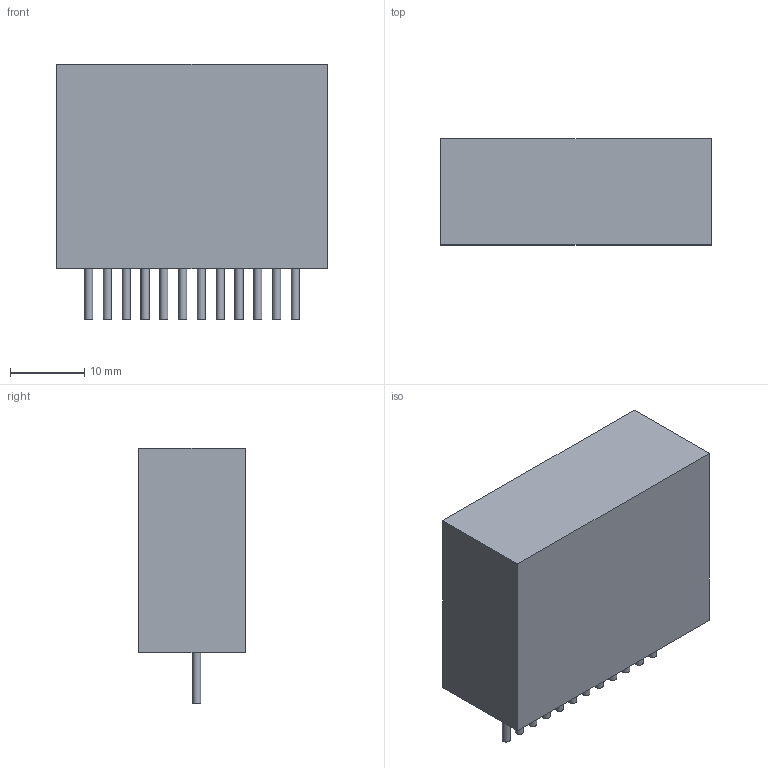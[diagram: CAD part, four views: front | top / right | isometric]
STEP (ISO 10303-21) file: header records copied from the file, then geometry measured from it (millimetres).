
FILE_DESCRIPTION(('STEP AP214'),'1');
FILE_NAME('LA 55-P_LEM','2022-10-02T15:28:51',(''),(''),'','','');
FILE_SCHEMA(('AUTOMOTIVE_DESIGN'));
Length unit declared in the file: millimetre
Products named in the file (1): product
Bounding box: 36.6 x 14.35 x 34.52 mm (x, y, z)
Volume: 14581.5 mm3; surface area: 4171.3 mm2
Topology: 13 solids, 13 shells, 42 faces, 48 edges, 32 vertices
Faces by surface type: plane 30, cylinder 12
Full cylindrical faces by diameter (mm): 1.092 x12
Entity records: 870 total; most frequent: DIRECTION 170, CARTESIAN_POINT 111, AXIS2_PLACEMENT_3D 79, ORIENTED_EDGE 72, EDGE_LOOP 54, ADVANCED_FACE 42, FACE_OUTER_BOUND 42, STYLED_ITEM 42
